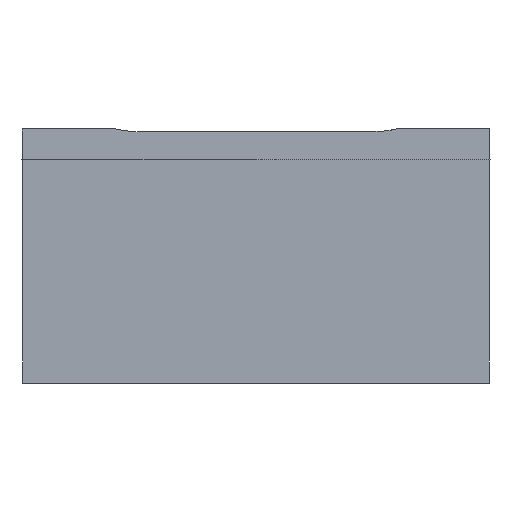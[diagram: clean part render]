
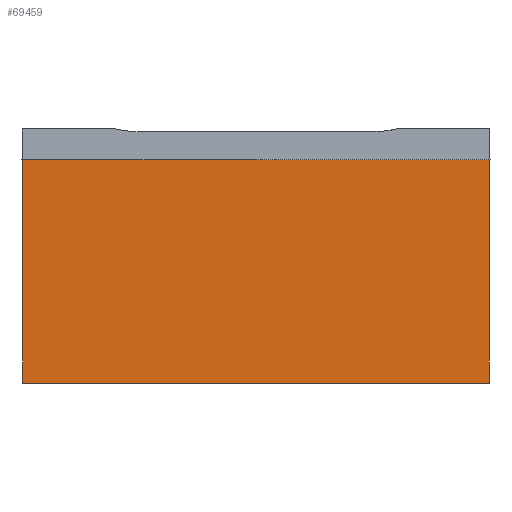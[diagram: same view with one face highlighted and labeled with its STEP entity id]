
A CAD part, front view. The second image highlights one B-rep face of the part: STEP entity #69459.
In plain terms, the highlighted planar face has unit normal (0, -1, -0.004).
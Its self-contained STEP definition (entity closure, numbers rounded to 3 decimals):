
#34 = VERTEX_POINT ( 'NONE', #66497 ) ;
#5305 = DIRECTION ( 'NONE',  ( 0., -0.004, 1. ) ) ;
#6178 = DIRECTION ( 'NONE',  ( -0.004, -0.004, 1. ) ) ;
#10635 = CARTESIAN_POINT ( 'NONE',  ( 350., -226., 167. ) ) ;
#16048 = EDGE_CURVE ( 'NONE', #34, #25274, #48986, .T. ) ;
#16977 = PLANE ( 'NONE',  #49514 ) ;
#17881 = EDGE_CURVE ( 'NONE', #25274, #27228, #35063, .T. ) ;
#17958 = VECTOR ( 'NONE', #67638, 1000. ) ;
#20885 = DIRECTION ( 'NONE',  ( 0., -1., -0.004 ) ) ;
#25274 = VERTEX_POINT ( 'NONE', #35218 ) ;
#25644 = VECTOR ( 'NONE', #61208, 1000. ) ;
#27228 = VERTEX_POINT ( 'NONE', #42053 ) ;
#27560 = FACE_OUTER_BOUND ( 'NONE', #55734, .T. ) ;
#33288 = ORIENTED_EDGE ( 'NONE', *, *, #55020, .T. ) ;
#34998 = LINE ( 'NONE', #67565, #25644 ) ;
#35063 = LINE ( 'NONE', #56665, #17958 ) ;
#35218 = CARTESIAN_POINT ( 'NONE',  ( 0., -226., 167. ) ) ;
#36447 = VERTEX_POINT ( 'NONE', #54826 ) ;
#39215 = ORIENTED_EDGE ( 'NONE', *, *, #16048, .F. ) ;
#42053 = CARTESIAN_POINT ( 'NONE',  ( 350., -226., 167. ) ) ;
#42651 = CARTESIAN_POINT ( 'NONE',  ( 0.007, -225.993, 165.473 ) ) ;
#47568 = ORIENTED_EDGE ( 'NONE', *, *, #17881, .F. ) ;
#48986 = LINE ( 'NONE', #42651, #50495 ) ;
#49514 = AXIS2_PLACEMENT_3D ( 'NONE', #10635, #20885, #5305 ) ;
#50329 = CARTESIAN_POINT ( 'NONE',  ( 349.99, -225.99, 164.818 ) ) ;
#50495 = VECTOR ( 'NONE', #6178, 1000. ) ;
#54826 = CARTESIAN_POINT ( 'NONE',  ( 349.271, -225.271, 0. ) ) ;
#55020 = EDGE_CURVE ( 'NONE', #34, #36447, #34998, .T. ) ;
#55734 = EDGE_LOOP ( 'NONE', ( #33288, #58334, #47568, #39215 ) ) ;
#56344 = LINE ( 'NONE', #50329, #67844 ) ;
#56665 = CARTESIAN_POINT ( 'NONE',  ( 175., -226., 167. ) ) ;
#58334 = ORIENTED_EDGE ( 'NONE', *, *, #61116, .T. ) ;
#61116 = EDGE_CURVE ( 'NONE', #36447, #27228, #56344, .T. ) ;
#61208 = DIRECTION ( 'NONE',  ( 1., 0., 0. ) ) ;
#61305 = DIRECTION ( 'NONE',  ( 0.004, -0.004, 1. ) ) ;
#66497 = CARTESIAN_POINT ( 'NONE',  ( 0.729, -225.271, 0. ) ) ;
#67565 = CARTESIAN_POINT ( 'NONE',  ( 350., -225.271, 0. ) ) ;
#67638 = DIRECTION ( 'NONE',  ( 1., 0., 0. ) ) ;
#67844 = VECTOR ( 'NONE', #61305, 1000. ) ;
#69459 = ADVANCED_FACE ( 'NONE', ( #27560 ), #16977, .T. ) ;
